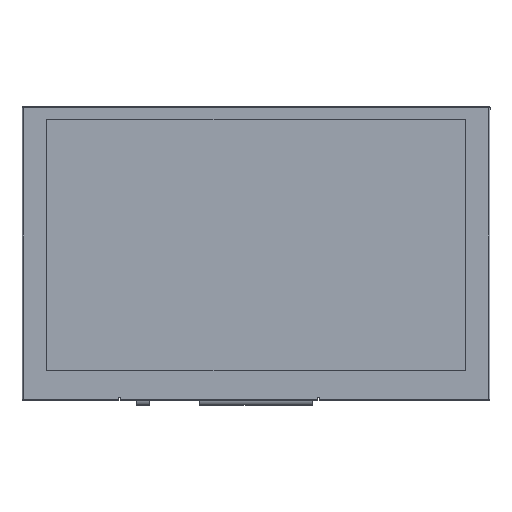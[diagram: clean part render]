
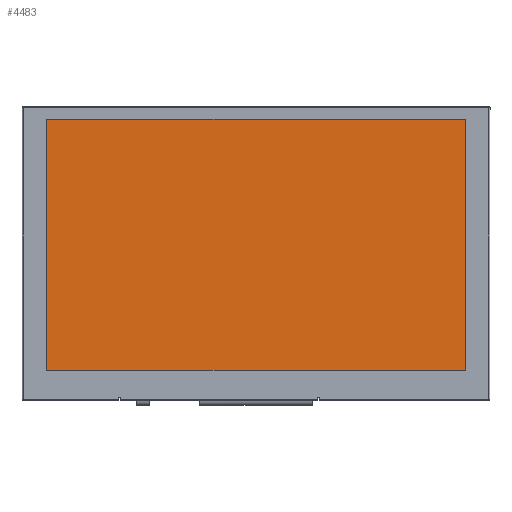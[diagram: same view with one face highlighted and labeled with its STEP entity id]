
A CAD part, top view. The second image highlights one B-rep face of the part: STEP entity #4483.
In plain terms, the highlighted planar face has unit normal (0, 0, 1).
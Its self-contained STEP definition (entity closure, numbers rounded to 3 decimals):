
#86=PLANE('',#4805);
#302=FACE_OUTER_BOUND('',#534,.T.);
#534=EDGE_LOOP('',(#3209,#3210,#3211,#3212));
#779=LINE('',#6315,#1398);
#782=LINE('',#6320,#1401);
#784=LINE('',#6324,#1403);
#785=LINE('',#6326,#1404);
#1398=VECTOR('',#5145,10.);
#1401=VECTOR('',#5150,10.);
#1403=VECTOR('',#5154,10.);
#1404=VECTOR('',#5157,10.);
#2060=VERTEX_POINT('',#6312);
#2061=VERTEX_POINT('',#6314);
#2062=VERTEX_POINT('',#6318);
#2063=VERTEX_POINT('',#6322);
#2511=EDGE_CURVE('',#2060,#2061,#779,.T.);
#2514=EDGE_CURVE('',#2062,#2060,#782,.T.);
#2516=EDGE_CURVE('',#2063,#2062,#784,.T.);
#2517=EDGE_CURVE('',#2061,#2063,#785,.T.);
#3209=ORIENTED_EDGE('',*,*,#2517,.F.);
#3210=ORIENTED_EDGE('',*,*,#2511,.F.);
#3211=ORIENTED_EDGE('',*,*,#2514,.F.);
#3212=ORIENTED_EDGE('',*,*,#2516,.F.);
#4483=ADVANCED_FACE('',(#302),#86,.F.);
#4805=AXIS2_PLACEMENT_3D('',#6327,#5158,#5159);
#5145=DIRECTION('',(0.,1.,0.));
#5150=DIRECTION('',(-1.,0.,0.));
#5154=DIRECTION('',(0.,-1.,0.));
#5157=DIRECTION('',(1.,0.,0.));
#5158=DIRECTION('center_axis',(0.,0.,-1.));
#5159=DIRECTION('ref_axis',(-1.,0.,0.));
#6312=CARTESIAN_POINT('',(6.957,8.386,2.75));
#6314=CARTESIAN_POINT('',(6.957,73.186,2.75));
#6315=CARTESIAN_POINT('',(6.957,8.386,2.75));
#6318=CARTESIAN_POINT('',(114.957,8.386,2.75));
#6320=CARTESIAN_POINT('',(114.957,8.386,2.75));
#6322=CARTESIAN_POINT('',(114.957,73.186,2.75));
#6324=CARTESIAN_POINT('',(114.957,73.186,2.75));
#6326=CARTESIAN_POINT('',(6.957,73.186,2.75));
#6327=CARTESIAN_POINT('Origin',(60.957,40.786,2.75));
